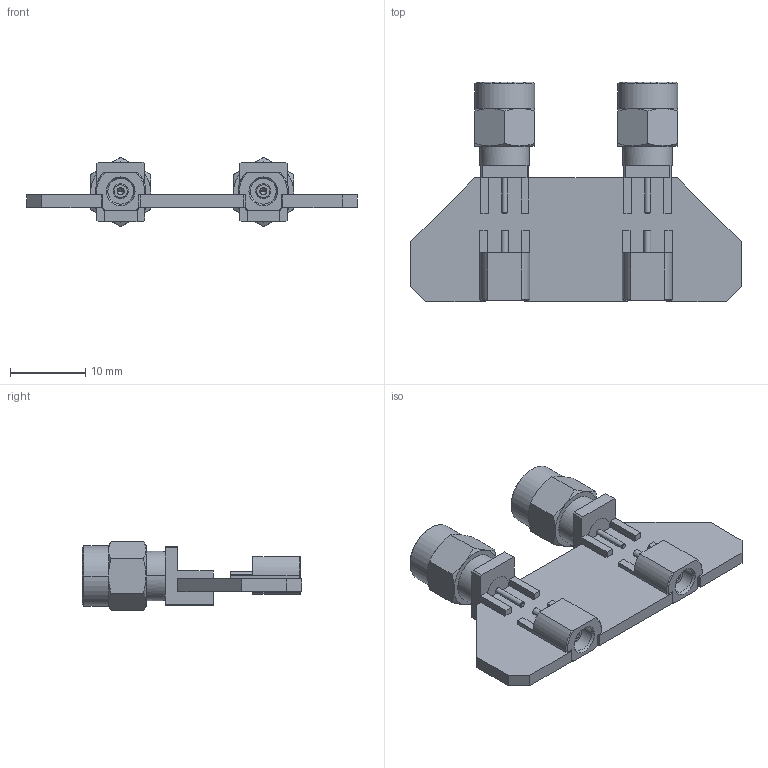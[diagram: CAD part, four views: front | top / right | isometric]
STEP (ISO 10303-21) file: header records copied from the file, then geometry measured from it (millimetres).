
FILE_DESCRIPTION(('Open CASCADE Model'),'2;1');
FILE_NAME('Open CASCADE Shape Model','2024-02-06T13:37:19',('Author'),( 'Open CASCADE'),'Open CASCADE STEP processor 6.8','Open CASCADE 6.8' ,'Unknown');
FILE_SCHEMA(('AUTOMOTIVE_DESIGN { 1 0 10303 214 1 1 1 1 }'));
Length unit declared in the file: millimetre
Products named in the file (1): PCB
Bounding box: 44 x 29.24 x 9.24 mm (x, y, z)
Volume: 2427.9 mm3; surface area: 3788.5 mm2
Topology: 17 solids, 17 shells, 344 faces, 804 edges, 510 vertices
Faces by surface type: plane 162, cylinder 118, cone 58, bspline 6
Entity records: 10975 total; most frequent: CARTESIAN_POINT 3019, DIRECTION 1636, ORIENTED_EDGE 1600, EDGE_CURVE 800, AXIS2_PLACEMENT_3D 603, VERTEX_POINT 510, LINE 430, VECTOR 430
